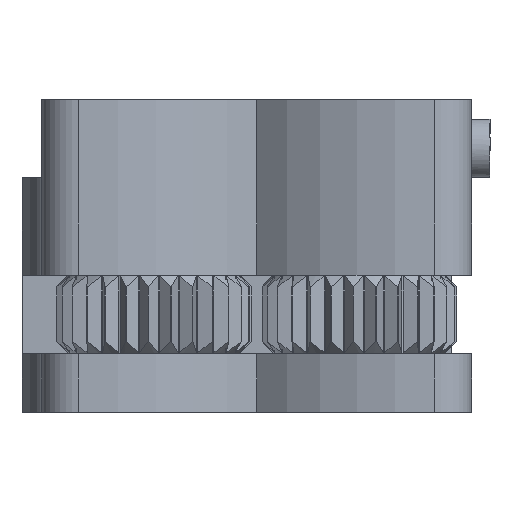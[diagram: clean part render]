
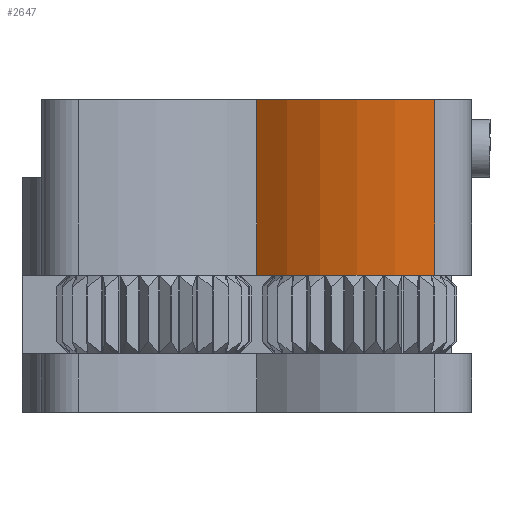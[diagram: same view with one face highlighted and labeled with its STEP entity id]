
A CAD part, left-side view. The second image highlights one B-rep face of the part: STEP entity #2647.
In plain terms, the highlighted cylindrical face has radius 12 mm (diameter 24 mm), a partial arc.
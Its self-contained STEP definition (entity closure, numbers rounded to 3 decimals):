
#341=FACE_OUTER_BOUND('',#496,.T.);
#496=EDGE_LOOP('',(#1822,#1823,#1824,#1825));
#646=LINE('',#3914,#797);
#656=LINE('',#3967,#807);
#797=VECTOR('',#3215,10.);
#807=VECTOR('',#3283,10.);
#941=CIRCLE('',#2901,12.);
#959=CIRCLE('',#2934,12.);
#1049=VERTEX_POINT('',#3844);
#1050=VERTEX_POINT('',#3846);
#1062=VERTEX_POINT('',#3913);
#1075=VERTEX_POINT('',#3957);
#1332=EDGE_CURVE('',#1049,#1050,#941,.T.);
#1348=EDGE_CURVE('',#1050,#1062,#646,.T.);
#1367=EDGE_CURVE('',#1075,#1062,#959,.T.);
#1372=EDGE_CURVE('',#1049,#1075,#656,.T.);
#1822=ORIENTED_EDGE('',*,*,#1348,.F.);
#1823=ORIENTED_EDGE('',*,*,#1332,.F.);
#1824=ORIENTED_EDGE('',*,*,#1372,.T.);
#1825=ORIENTED_EDGE('',*,*,#1367,.T.);
#2565=CYLINDRICAL_SURFACE('',#2940,12.);
#2647=ADVANCED_FACE('',(#341),#2565,.T.);
#2901=AXIS2_PLACEMENT_3D('',#3847,#3187,#3188);
#2934=AXIS2_PLACEMENT_3D('',#3958,#3268,#3269);
#2940=AXIS2_PLACEMENT_3D('',#3966,#3281,#3282);
#3187=DIRECTION('center_axis',(0.,0.,
-1.));
#3188=DIRECTION('ref_axis',(0.056,0.998,0.));
#3215=DIRECTION('',(0.,0.,1.));
#3268=DIRECTION('center_axis',(0.,0.,-1.));
#3269=DIRECTION('ref_axis',(0.056,0.998,0.));
#3281=DIRECTION('center_axis',(0.,0.,-1.));
#3282=DIRECTION('ref_axis',(0.056,0.998,0.));
#3283=DIRECTION('',(0.,0.,1.));
#3844=CARTESIAN_POINT('',(4.,106.53,-12.));
#3846=CARTESIAN_POINT('',(13.112,109.981,-12.));
#3847=CARTESIAN_POINT('Origin',(12.44,98.,-12.));
#3913=CARTESIAN_POINT('',(13.112,109.981,-3.02));
#3914=CARTESIAN_POINT('',(13.112,109.981,-0.3));
#3957=CARTESIAN_POINT('',(4.,106.53,-3.02));
#3958=CARTESIAN_POINT('Origin',(12.44,98.,-3.02));
#3966=CARTESIAN_POINT('Origin',(12.44,98.,-0.3));
#3967=CARTESIAN_POINT('',(4.,106.53,-0.3));
